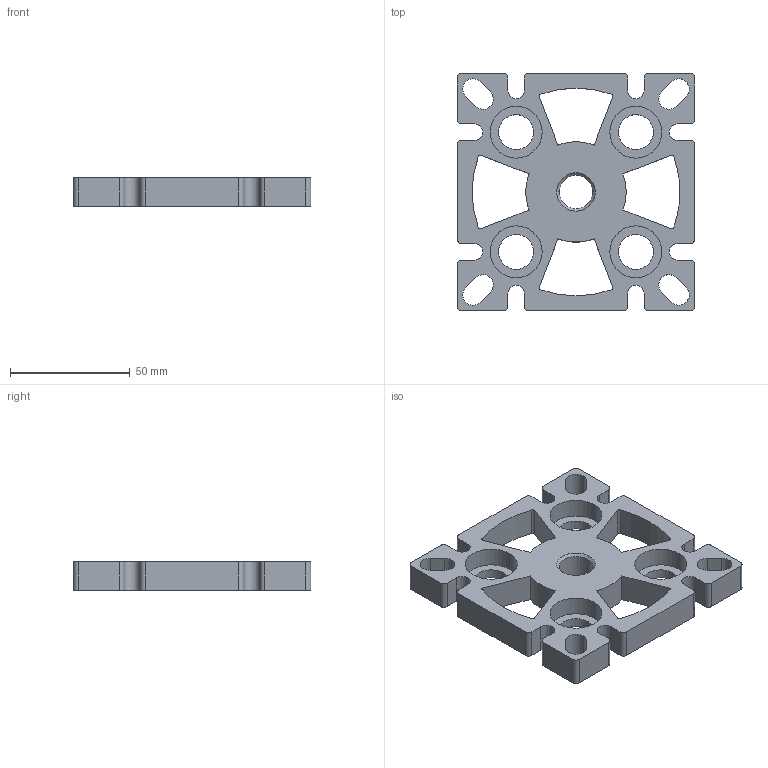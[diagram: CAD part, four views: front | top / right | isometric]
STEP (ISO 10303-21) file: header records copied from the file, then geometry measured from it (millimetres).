
FILE_DESCRIPTION (( 'STEP AP214' ), '1' );
FILE_NAME ('X26 Àäàïòåð 100õ100 (ñòàëü îö.) äëÿ îïîðû Ì16.STEP', '2019-05-14T13:54:43', ( 'Windows User' ), ( '' ), 'SwSTEP 2.0', 'SolidWorks 2018', '' );
FILE_SCHEMA (( 'AUTOMOTIVE_DESIGN' ));
Length unit declared in the file: millimetre
Products named in the file (1): X26 Àäàïòåð 100õ100 (ñòàëü îö.) äëÿ îïîðû Ì16
Bounding box: 99 x 99 x 12 mm (x, y, z)
Volume: 63972 mm3; surface area: 27705 mm2
Topology: 1 solids, 1 shells, 134 faces, 380 edges, 252 vertices
Faces by surface type: cylinder 80, plane 50, cone 4
Entity records: 4524 total; most frequent: DIRECTION 814, CARTESIAN_POINT 767, ORIENTED_EDGE 760, EDGE_CURVE 380, AXIS2_PLACEMENT_3D 299, VERTEX_POINT 252, VECTOR 216, LINE 216
